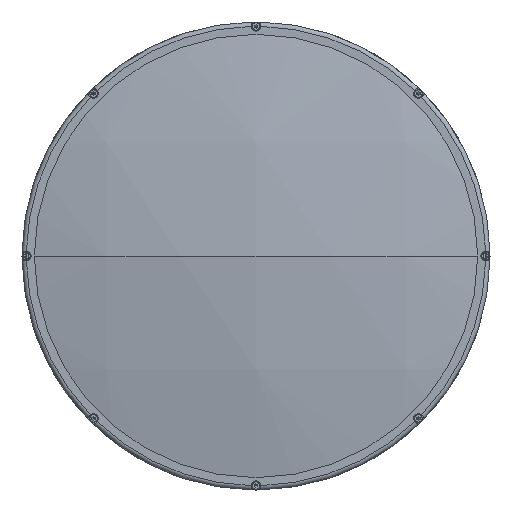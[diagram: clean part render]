
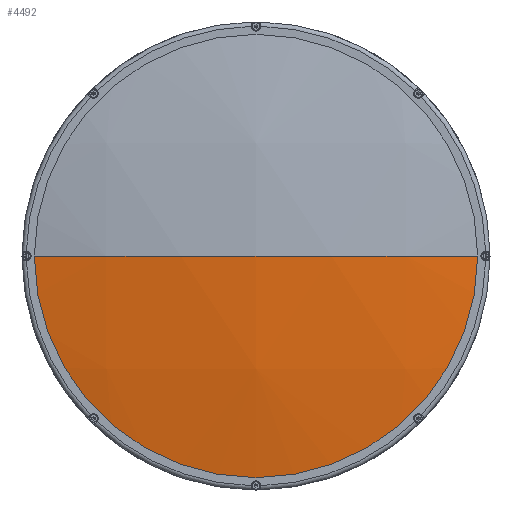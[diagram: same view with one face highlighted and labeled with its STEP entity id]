
A CAD part, left-side view. The second image highlights one B-rep face of the part: STEP entity #4492.
In plain terms, the highlighted spherical face has radius 786 mm.
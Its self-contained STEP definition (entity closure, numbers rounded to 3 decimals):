
#22 = EDGE_LOOP ( 'NONE', ( #5886, #14358, #18697 ) ) ;
#142 = CARTESIAN_POINT ( 'NONE',  ( 66.056, 0.64, 0. ) ) ;
#170 = CIRCLE ( 'NONE', #708, 786. ) ;
#463 = VERTEX_POINT ( 'NONE', #11945 ) ;
#653 = CIRCLE ( 'NONE', #9034, 154.5 ) ;
#708 = AXIS2_PLACEMENT_3D ( 'NONE', #19007, #14649, #14843 ) ;
#1403 = CARTESIAN_POINT ( 'NONE',  ( 66.056, 0.64, 0. ) ) ;
#3936 = FACE_OUTER_BOUND ( 'NONE', #22, .T. ) ;
#4492 = ADVANCED_FACE ( 'NONE', ( #3936 ), #20584, .T. ) ;
#4973 = AXIS2_PLACEMENT_3D ( 'NONE', #142, #20356, #20316 ) ;
#5886 = ORIENTED_EDGE ( 'NONE', *, *, #18187, .T. ) ;
#6155 = VERTEX_POINT ( 'NONE', #20549 ) ;
#6435 = DIRECTION ( 'NONE',  ( 0., 0., 1. ) ) ;
#9034 = AXIS2_PLACEMENT_3D ( 'NONE', #20867, #11319, #6435 ) ;
#9162 = DIRECTION ( 'NONE',  ( 0., 0., -1. ) ) ;
#10174 = DIRECTION ( 'NONE',  ( 0., 1., 0. ) ) ;
#11319 = DIRECTION ( 'NONE',  ( -1., 0., 0. ) ) ;
#11446 = EDGE_CURVE ( 'NONE', #6155, #15610, #16335, .T. ) ;
#11736 = EDGE_CURVE ( 'NONE', #463, #15610, #170, .T. ) ;
#11903 = AXIS2_PLACEMENT_3D ( 'NONE', #1403, #9162, #10174 ) ;
#11945 = CARTESIAN_POINT ( 'NONE',  ( -704.609, 155.14, 0. ) ) ;
#13060 = CARTESIAN_POINT ( 'NONE',  ( -719.944, 0.64, 0. ) ) ;
#14358 = ORIENTED_EDGE ( 'NONE', *, *, #11446, .T. ) ;
#14649 = DIRECTION ( 'NONE',  ( 0., 0., 1. ) ) ;
#14843 = DIRECTION ( 'NONE',  ( 0., -1., 0. ) ) ;
#15610 = VERTEX_POINT ( 'NONE', #13060 ) ;
#16335 = CIRCLE ( 'NONE', #11903, 786. ) ;
#18187 = EDGE_CURVE ( 'NONE', #463, #6155, #653, .T. ) ;
#18697 = ORIENTED_EDGE ( 'NONE', *, *, #11736, .F. ) ;
#19007 = CARTESIAN_POINT ( 'NONE',  ( 66.056, 0.64, 0. ) ) ;
#20316 = DIRECTION ( 'NONE',  ( 0., 1., 0. ) ) ;
#20356 = DIRECTION ( 'NONE',  ( 0., 0., -1. ) ) ;
#20549 = CARTESIAN_POINT ( 'NONE',  ( -704.609, -153.86, 0. ) ) ;
#20584 = SPHERICAL_SURFACE ( 'NONE', #4973, 786. ) ;
#20867 = CARTESIAN_POINT ( 'NONE',  ( -704.609, 0.64, 0. ) ) ;
